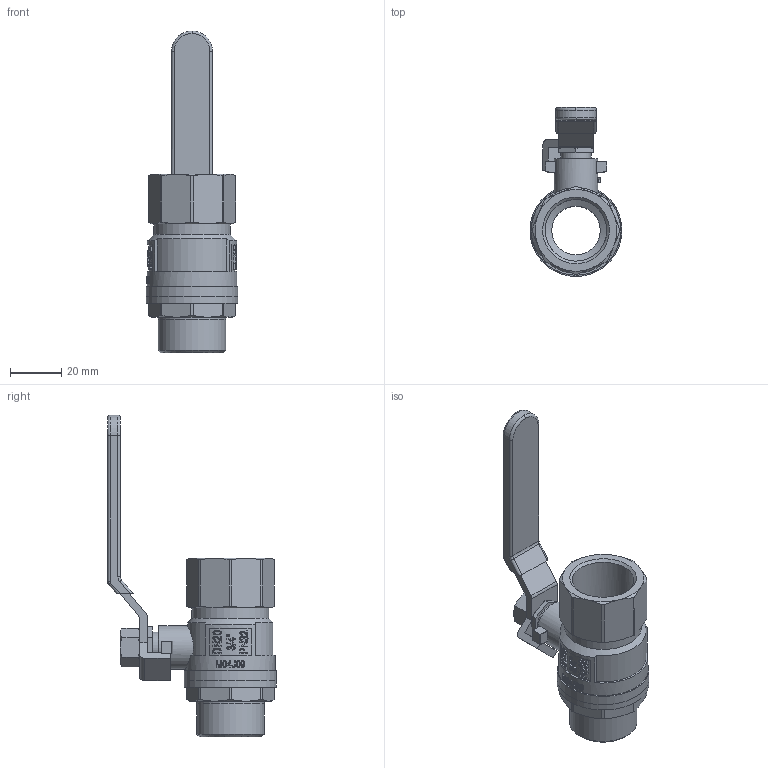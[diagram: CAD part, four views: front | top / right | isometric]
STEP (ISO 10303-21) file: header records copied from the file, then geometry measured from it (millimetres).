
FILE_DESCRIPTION(/* description */ ('Unknown'),/* implementation_level */ '2;1');
FILE_NAME(/* name */ '757-05',/* time_stamp */ '2022-07-29T09:15:53+02:00',/* author */ ('Unknown'),/* organization */ ('Unknown'),/* preprocessor_version */ 'ST-DEVELOPER v16.7',/* originating_system */ 'Solid Edge',/* authorisation */ 'Unknown');
FILE_SCHEMA (('AUTOMOTIVE_DESIGN {1 0 10303 214 3 1 1}'));
Length unit declared in the file: millimetre
Products named in the file (11): 2.757.020; 757-3_4-Spindel-co_oa_0; 757-3_4-Spindel; 757-3_4-Stopfbuchse; 757-1_2-Mutter-st-g; Stahlgriff 1_4 - 3_4; Stahlgriff-n; Stahlgriff-u; 757-3_4-Kvrper-co_oa_1; 757-3_4-Kvrper; 757-3_4-Einschraubteil
Assembly tree (10 placements, depth 3):
  2.757.020
    757-3_4-Spindel-co_oa_0
      757-3_4-Spindel
      757-3_4-Stopfbuchse
      757-1_2-Mutter-st-g
    Stahlgriff 1_4 - 3_4
      Stahlgriff-n
      Stahlgriff-u
    757-3_4-Kvrper-co_oa_1
      757-3_4-Kvrper
      757-3_4-Einschraubteil
Bounding box: 36 x 66 x 126 mm (x, y, z)
Volume: 35623.5 mm3; surface area: 29608.3 mm2
Topology: 7 solids, 7 shells, 1315 faces, 3652 edges, 2420 vertices
Faces by surface type: plane 1130, cylinder 122, cone 52, bspline 8, sphere 2, torus 1
Full cylindrical faces by diameter (mm): 6.6 x1, 6.75 x1, 8.9 x2, 9.1 x1, 9.3 x1, 10.5 x1, 12 x1, 12.5 x1, 14 x2, 17 x1, 19 x2, 24.117 x1, 26 x2, 26.441 x1, 26.442 x1, 30 x1, 30.5 x1, 32 x1, 32.5 x1, 35 x1, 36 x2
Entity records: 54139 total; most frequent: CARTESIAN_POINT 10651, DIRECTION 8124, ORIENTED_EDGE 7198, EDGE_CURVE 3599, AXIS2_PLACEMENT_3D 3307, VERTEX_POINT 2410, ELLIPSE 1616, LINE 1510
